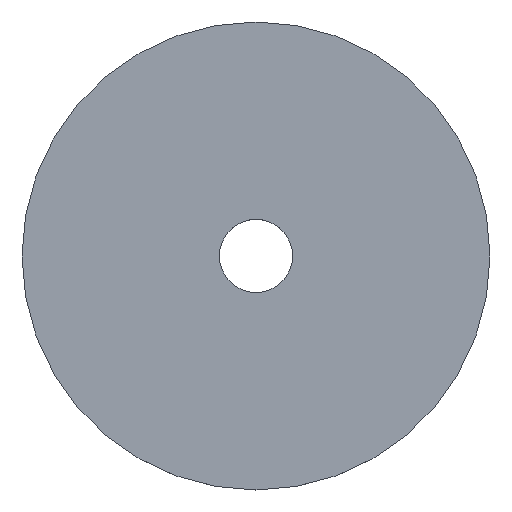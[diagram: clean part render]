
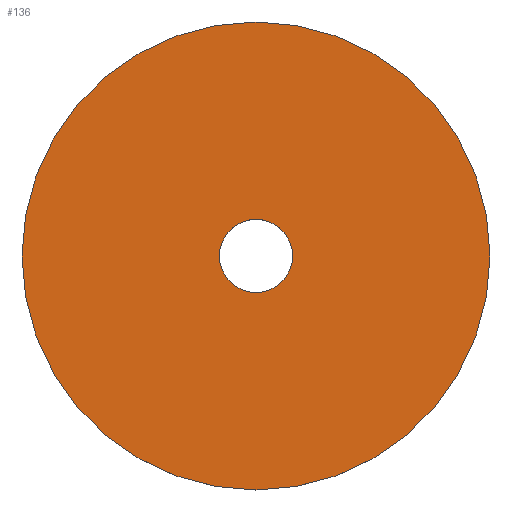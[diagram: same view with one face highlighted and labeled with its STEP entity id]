
A CAD part, top view. The second image highlights one B-rep face of the part: STEP entity #136.
In plain terms, the highlighted planar face has unit normal (0, 0, 1).
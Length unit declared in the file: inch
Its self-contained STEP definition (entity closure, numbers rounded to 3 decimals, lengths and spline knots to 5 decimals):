
#1 = CARTESIAN_POINT ( 'NONE',  ( -0.5, 0., 0.01 ) ) ;
#14 = EDGE_CURVE ( 'NONE', #76, #293, #176, .T. ) ;
#24 = CARTESIAN_POINT ( 'NONE',  ( 0.07813, 0., 0.01 ) ) ;
#38 = DIRECTION ( 'NONE',  ( 0., 0., 1. ) ) ;
#43 = FACE_OUTER_BOUND ( 'NONE', #70, .T. ) ;
#47 = DIRECTION ( 'NONE',  ( 0., 0., 1. ) ) ;
#49 = ORIENTED_EDGE ( 'NONE', *, *, #189, .T. ) ;
#56 = DIRECTION ( 'NONE',  ( 0., 0., -1. ) ) ;
#65 = CARTESIAN_POINT ( 'NONE',  ( 0.5, 0., 0.01 ) ) ;
#70 = EDGE_LOOP ( 'NONE', ( #300, #200 ) ) ;
#76 = VERTEX_POINT ( 'NONE', #65 ) ;
#77 = CARTESIAN_POINT ( 'NONE',  ( 0., 0., 0.01 ) ) ;
#78 = AXIS2_PLACEMENT_3D ( 'NONE', #324, #56, #322 ) ;
#79 = CIRCLE ( 'NONE', #199, 0.5 ) ;
#80 = AXIS2_PLACEMENT_3D ( 'NONE', #310, #38, #316 ) ;
#84 = CARTESIAN_POINT ( 'NONE',  ( 0., 0., 0.01 ) ) ;
#121 = AXIS2_PLACEMENT_3D ( 'NONE', #158, #47, #297 ) ;
#132 = DIRECTION ( 'NONE',  ( 1., 0., 0. ) ) ;
#136 = ADVANCED_FACE ( 'NONE', ( #253, #43 ), #270, .T. ) ;
#142 = ORIENTED_EDGE ( 'NONE', *, *, #160, .T. ) ;
#158 = CARTESIAN_POINT ( 'NONE',  ( 0., 0., 0.01 ) ) ;
#160 = EDGE_CURVE ( 'NONE', #254, #173, #246, .T. ) ;
#167 = CARTESIAN_POINT ( 'NONE',  ( -0.07813, 0., 0.01 ) ) ;
#173 = VERTEX_POINT ( 'NONE', #24 ) ;
#176 = CIRCLE ( 'NONE', #80, 0.5 ) ;
#189 = EDGE_CURVE ( 'NONE', #173, #254, #233, .T. ) ;
#199 = AXIS2_PLACEMENT_3D ( 'NONE', #84, #327, #289 ) ;
#200 = ORIENTED_EDGE ( 'NONE', *, *, #249, .T. ) ;
#229 = EDGE_LOOP ( 'NONE', ( #49, #142 ) ) ;
#233 = CIRCLE ( 'NONE', #276, 0.07813 ) ;
#246 = CIRCLE ( 'NONE', #78, 0.07813 ) ;
#249 = EDGE_CURVE ( 'NONE', #293, #76, #79, .T. ) ;
#253 = FACE_BOUND ( 'NONE', #229, .T. ) ;
#254 = VERTEX_POINT ( 'NONE', #167 ) ;
#270 = PLANE ( 'NONE',  #121 ) ;
#276 = AXIS2_PLACEMENT_3D ( 'NONE', #77, #284, #132 ) ;
#284 = DIRECTION ( 'NONE',  ( 0., 0., -1. ) ) ;
#289 = DIRECTION ( 'NONE',  ( 1., 0., 0. ) ) ;
#293 = VERTEX_POINT ( 'NONE', #1 ) ;
#297 = DIRECTION ( 'NONE',  ( 1., 0., 0. ) ) ;
#300 = ORIENTED_EDGE ( 'NONE', *, *, #14, .T. ) ;
#310 = CARTESIAN_POINT ( 'NONE',  ( 0., 0., 0.01 ) ) ;
#316 = DIRECTION ( 'NONE',  ( 1., 0., 0. ) ) ;
#322 = DIRECTION ( 'NONE',  ( 1., 0., 0. ) ) ;
#324 = CARTESIAN_POINT ( 'NONE',  ( 0., 0., 0.01 ) ) ;
#327 = DIRECTION ( 'NONE',  ( 0., 0., 1. ) ) ;
